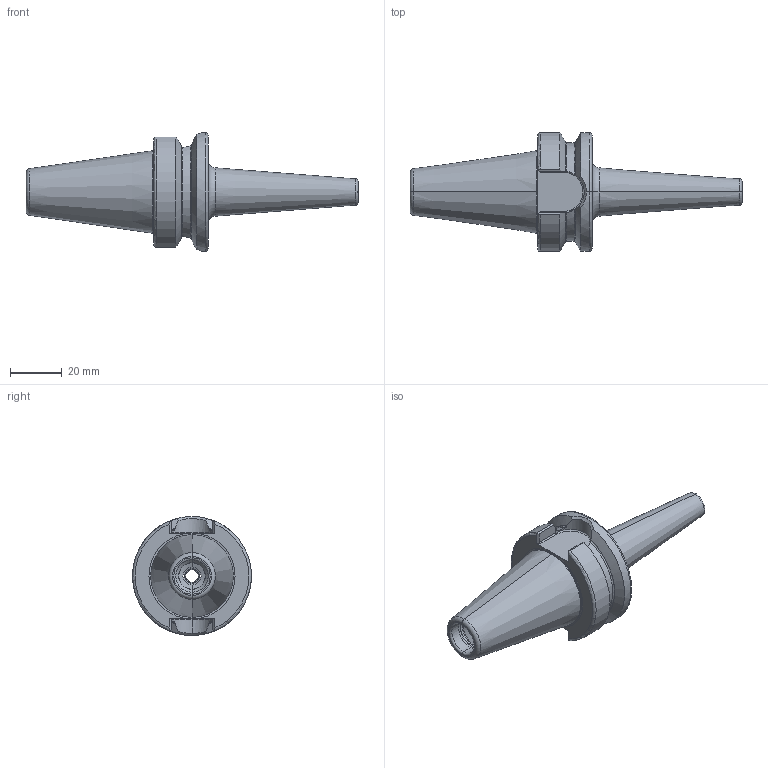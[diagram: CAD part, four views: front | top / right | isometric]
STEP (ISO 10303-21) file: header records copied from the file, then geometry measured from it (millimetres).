
FILE_DESCRIPTION (( 'STEP AP203' ), '1' );
FILE_NAME ('BT30A265A05080HP1.STEP', '2020-09-14T08:02:23', ( 'user' ), ( '' ), 'SwSTEP 2.0', 'SolidWorks 2013', '' );
FILE_SCHEMA (( 'CONFIG_CONTROL_DESIGN' ));
Length unit declared in the file: millimetre
Products named in the file (1): BT30A265A05080HP1
Bounding box: 128.4 x 46 x 46 mm (x, y, z)
Volume: 57324.7 mm3; surface area: 15641.2 mm2
Topology: 1 solids, 1 shells, 114 faces, 293 edges, 175 vertices
Faces by surface type: cylinder 31, torus 29, cone 28, plane 24, bspline 2
Entity records: 3787 total; most frequent: CARTESIAN_POINT 989, DIRECTION 585, ORIENTED_EDGE 578, EDGE_CURVE 289, AXIS2_PLACEMENT_3D 244, VERTEX_POINT 175, CIRCLE 131, EDGE_LOOP 118
